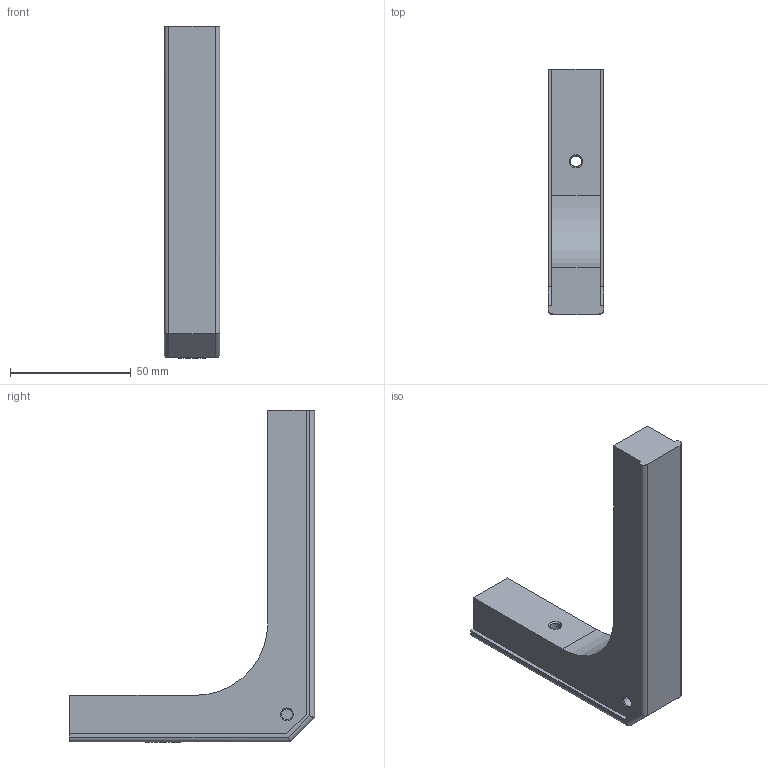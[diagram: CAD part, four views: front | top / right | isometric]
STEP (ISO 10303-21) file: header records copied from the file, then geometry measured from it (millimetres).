
FILE_DESCRIPTION(/* description */ (''),/* implementation_level */ '2;1');
FILE_NAME(/* name */ 'Bottom Right Handle.step',/* time_stamp */ '2024-10-14T21:45:19-04:00',/* author */ (''),/* organization */ (''),/* preprocessor_version */ 'ST-DEVELOPER v20',/* originating_system */ 'Autodesk Translation Framework v13.20.0.188',/* authorisation */ '');
FILE_SCHEMA (('AUTOMOTIVE_DESIGN { 1 0 10303 214 3 1 1 }'));
Length unit declared in the file: millimetre
Products named in the file (1): Purple Project Remix
Bounding box: 23.2 x 101.6 x 137.64 mm (x, y, z)
Volume: 89635.3 mm3; surface area: 19485 mm2
Topology: 1 solids, 1 shells, 42 faces, 107 edges, 69 vertices
Faces by surface type: plane 28, cylinder 11, cone 3
Full cylindrical faces by diameter (mm): 4.5 x3, 11 x1
Entity records: 1290 total; most frequent: DIRECTION 222, CARTESIAN_POINT 219, ORIENTED_EDGE 214, EDGE_CURVE 107, LINE 78, VECTOR 78, AXIS2_PLACEMENT_3D 72, VERTEX_POINT 69
